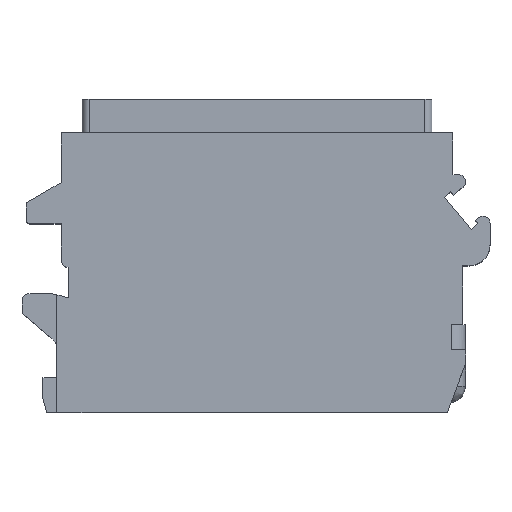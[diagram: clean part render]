
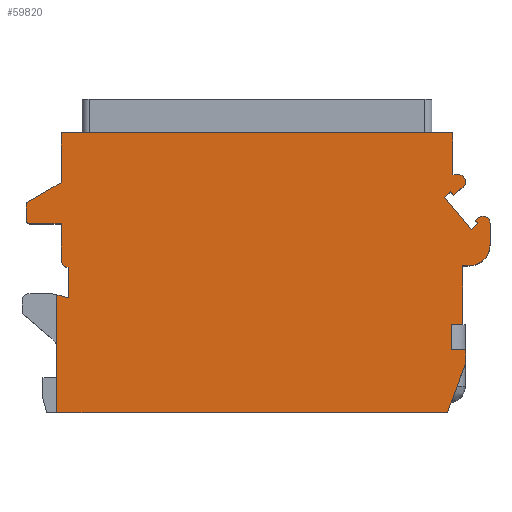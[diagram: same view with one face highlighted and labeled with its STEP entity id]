
A CAD part, top view. The second image highlights one B-rep face of the part: STEP entity #59820.
In plain terms, the highlighted planar face has unit normal (0, 0, 1).
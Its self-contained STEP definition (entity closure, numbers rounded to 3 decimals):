
#3875=CARTESIAN_POINT('',(15.15,12.,14.));
#3876=DIRECTION('',(0.,0.,1.));
#3877=DIRECTION('',(0.,-1.,0.));
#3878=AXIS2_PLACEMENT_3D('',#3875,#3876,#3877);
#3880=DIRECTION('',(-1.,0.,0.));
#3881=VECTOR('',#3880,0.45);
#3882=CARTESIAN_POINT('',(15.15,10.5,14.));
#3883=LINE('',#3882,#3881);
#3884=DIRECTION('',(0.,-1.,0.));
#3885=VECTOR('',#3884,4.2);
#3886=CARTESIAN_POINT('',(14.7,10.5,14.));
#3887=LINE('',#3886,#3885);
#3888=DIRECTION('',(-1.,0.,0.));
#3889=VECTOR('',#3888,0.8);
#3890=CARTESIAN_POINT('',(14.7,6.3,14.));
#3891=LINE('',#3890,#3889);
#3892=DIRECTION('',(0.,-1.,0.));
#3893=VECTOR('',#3892,1.8);
#3894=CARTESIAN_POINT('',(13.9,6.3,14.));
#3895=LINE('',#3894,#3893);
#3896=DIRECTION('',(1.,0.,0.));
#3897=VECTOR('',#3896,1.);
#3898=CARTESIAN_POINT('',(13.9,4.5,14.));
#3899=LINE('',#3898,#3897);
#3900=DIRECTION('',(0.,-1.,0.));
#3901=VECTOR('',#3900,1.);
#3902=CARTESIAN_POINT('',(14.9,4.5,14.));
#3903=LINE('',#3902,#3901);
#3904=DIRECTION('',(-0.348,-0.937,0.));
#3905=VECTOR('',#3904,3.734);
#3906=CARTESIAN_POINT('',(14.9,3.5,14.));
#3907=LINE('',#3906,#3905);
#3908=DIRECTION('',(1.,0.,0.));
#3909=VECTOR('',#3908,27.9);
#3910=CARTESIAN_POINT('',(-14.3,0.,14.));
#3911=LINE('',#3910,#3909);
#3912=DIRECTION('',(0.966,-0.259,0.));
#3913=VECTOR('',#3912,0.828);
#3914=CARTESIAN_POINT('',(-14.3,8.419,14.));
#3915=LINE('',#3914,#3913);
#3916=DIRECTION('',(0.,1.,0.));
#3917=VECTOR('',#3916,2.196);
#3918=CARTESIAN_POINT('',(-13.5,8.204,14.));
#3919=LINE('',#3918,#3917);
#3920=DIRECTION('',(0.,1.,0.));
#3921=VECTOR('',#3920,2.6);
#3922=CARTESIAN_POINT('',(-14.,10.9,14.));
#3923=LINE('',#3922,#3921);
#3924=DIRECTION('',(-1.,0.,0.));
#3925=VECTOR('',#3924,2.2);
#3926=CARTESIAN_POINT('',(-14.,13.5,14.));
#3927=LINE('',#3926,#3925);
#3928=DIRECTION('',(0.,1.,0.));
#3929=VECTOR('',#3928,1.2);
#3930=CARTESIAN_POINT('',(-16.5,13.8,14.));
#3931=LINE('',#3930,#3929);
#3932=DIRECTION('',(0.866,0.5,0.));
#3933=VECTOR('',#3932,2.887);
#3934=CARTESIAN_POINT('',(-16.5,15.,14.));
#3935=LINE('',#3934,#3933);
#3936=DIRECTION('',(0.,-1.,0.));
#3937=VECTOR('',#3936,3.557);
#3938=CARTESIAN_POINT('',(-14.,20.,14.));
#3939=LINE('',#3938,#3937);
#3940=DIRECTION('',(-1.,0.,0.));
#3941=VECTOR('',#3940,28.);
#3942=CARTESIAN_POINT('',(14.,20.,14.));
#3943=LINE('',#3942,#3941);
#3944=DIRECTION('',(0.,-1.,0.));
#3945=VECTOR('',#3944,3.);
#3946=CARTESIAN_POINT('',(14.,20.,14.));
#3947=LINE('',#3946,#3945);
#3948=DIRECTION('',(1.,0.,0.));
#3949=VECTOR('',#3948,0.4);
#3950=CARTESIAN_POINT('',(14.,17.,14.));
#3951=LINE('',#3950,#3949);
#3952=CARTESIAN_POINT('',(14.4,16.5,14.));
#3953=DIRECTION('',(0.,0.,1.));
#3954=DIRECTION('',(0.643,-0.766,0.));
#3955=AXIS2_PLACEMENT_3D('',#3952,#3953,#3954);
#3957=DIRECTION('',(-0.766,-0.643,0.));
#3958=VECTOR('',#3957,0.873);
#3959=CARTESIAN_POINT('',(14.721,16.117,14.));
#3960=LINE('',#3959,#3958);
#3961=DIRECTION('',(-0.643,0.766,0.));
#3962=VECTOR('',#3961,0.3);
#3963=CARTESIAN_POINT('',(14.052,15.556,14.));
#3964=LINE('',#3963,#3962);
#3965=DIRECTION('',(-0.766,-0.643,0.));
#3966=VECTOR('',#3965,0.6);
#3967=CARTESIAN_POINT('',(13.86,15.786,14.));
#3968=LINE('',#3967,#3966);
#3969=DIRECTION('',(0.643,-0.766,0.));
#3970=VECTOR('',#3969,3.);
#3971=CARTESIAN_POINT('',(13.4,15.4,14.));
#3972=LINE('',#3971,#3970);
#3973=DIRECTION('',(0.766,0.643,0.));
#3974=VECTOR('',#3973,0.6);
#3975=CARTESIAN_POINT('',(15.328,13.102,14.));
#3976=LINE('',#3975,#3974);
#3977=DIRECTION('',(-0.643,0.766,0.));
#3978=VECTOR('',#3977,0.3);
#3979=CARTESIAN_POINT('',(15.788,13.488,14.));
#3980=LINE('',#3979,#3978);
#3981=DIRECTION('',(0.766,0.643,0.));
#3982=VECTOR('',#3981,0.305);
#3983=CARTESIAN_POINT('',(15.595,13.717,14.));
#3984=LINE('',#3983,#3982);
#3985=DIRECTION('',(0.,1.,0.));
#3986=VECTOR('',#3985,1.53);
#3987=CARTESIAN_POINT('',(16.65,12.,14.));
#3988=LINE('',#3987,#3986);
#4260=DIRECTION('',(0.,-1.,0.));
#4261=VECTOR('',#4260,8.419);
#4262=CARTESIAN_POINT('',(-14.3,8.419,14.));
#4263=LINE('',#4262,#4261);
#4358=CARTESIAN_POINT('',(-13.5,10.9,14.));
#4359=DIRECTION('',(0.,0.,1.));
#4360=DIRECTION('',(-1.,0.,0.));
#4361=AXIS2_PLACEMENT_3D('',#4358,#4359,#4360);
#4380=CARTESIAN_POINT('',(-16.2,13.8,14.));
#4381=DIRECTION('',(0.,0.,1.));
#4382=DIRECTION('',(-1.,0.,0.));
#4383=AXIS2_PLACEMENT_3D('',#4380,#4381,#4382);
#4514=CARTESIAN_POINT('',(16.15,13.53,14.));
#4515=DIRECTION('',(0.,0.,1.));
#4516=DIRECTION('',(1.,0.,0.));
#4517=AXIS2_PLACEMENT_3D('',#4514,#4515,#4516);
#46956=CARTESIAN_POINT('',(-16.5,15.,14.));
#46957=CARTESIAN_POINT('',(-14.,16.443,14.));
#46958=VERTEX_POINT('',#46956);
#46959=VERTEX_POINT('',#46957);
#46960=CARTESIAN_POINT('',(-14.,20.,14.));
#46961=VERTEX_POINT('',#46960);
#46962=CARTESIAN_POINT('',(-13.5,8.204,14.));
#46964=VERTEX_POINT('',#46962);
#46966=CARTESIAN_POINT('',(-14.,13.5,14.));
#46968=VERTEX_POINT('',#46966);
#46971=CARTESIAN_POINT('',(-16.5,13.8,14.));
#46973=VERTEX_POINT('',#46971);
#46974=CARTESIAN_POINT('',(-16.2,13.5,14.));
#46975=VERTEX_POINT('',#46974);
#46979=CARTESIAN_POINT('',(-14.,10.9,14.));
#46981=VERTEX_POINT('',#46979);
#46982=CARTESIAN_POINT('',(-13.5,10.4,14.));
#46983=VERTEX_POINT('',#46982);
#46991=CARTESIAN_POINT('',(-14.3,0.,14.));
#46993=VERTEX_POINT('',#46991);
#47019=CARTESIAN_POINT('',(-14.3,8.419,14.));
#47021=VERTEX_POINT('',#47019);
#47066=CARTESIAN_POINT('',(14.,17.,14.));
#47067=CARTESIAN_POINT('',(14.4,17.,14.));
#47068=VERTEX_POINT('',#47066);
#47069=VERTEX_POINT('',#47067);
#47070=CARTESIAN_POINT('',(14.721,16.117,14.));
#47071=VERTEX_POINT('',#47070);
#47072=CARTESIAN_POINT('',(14.052,15.556,14.));
#47073=VERTEX_POINT('',#47072);
#47074=CARTESIAN_POINT('',(13.86,15.786,14.));
#47075=VERTEX_POINT('',#47074);
#47076=CARTESIAN_POINT('',(13.4,15.4,14.));
#47077=VERTEX_POINT('',#47076);
#47078=CARTESIAN_POINT('',(15.328,13.102,14.));
#47079=VERTEX_POINT('',#47078);
#47080=CARTESIAN_POINT('',(15.788,13.488,14.));
#47081=VERTEX_POINT('',#47080);
#47082=CARTESIAN_POINT('',(15.595,13.717,14.));
#47083=VERTEX_POINT('',#47082);
#47084=CARTESIAN_POINT('',(14.,20.,14.));
#47085=VERTEX_POINT('',#47084);
#47086=CARTESIAN_POINT('',(14.9,3.5,14.));
#47087=CARTESIAN_POINT('',(13.6,0.,14.));
#47088=VERTEX_POINT('',#47086);
#47089=VERTEX_POINT('',#47087);
#47090=CARTESIAN_POINT('',(14.7,10.5,14.));
#47092=VERTEX_POINT('',#47090);
#47095=CARTESIAN_POINT('',(16.65,13.53,14.));
#47097=VERTEX_POINT('',#47095);
#47098=CARTESIAN_POINT('',(15.829,13.913,14.));
#47099=VERTEX_POINT('',#47098);
#47113=CARTESIAN_POINT('',(14.7,6.3,14.));
#47114=CARTESIAN_POINT('',(13.9,6.3,14.));
#47115=VERTEX_POINT('',#47113);
#47116=VERTEX_POINT('',#47114);
#47117=CARTESIAN_POINT('',(13.9,4.5,14.));
#47118=VERTEX_POINT('',#47117);
#47119=CARTESIAN_POINT('',(14.9,4.5,14.));
#47120=VERTEX_POINT('',#47119);
#47135=CARTESIAN_POINT('',(16.65,12.,14.));
#47137=VERTEX_POINT('',#47135);
#47141=CARTESIAN_POINT('',(15.15,10.5,14.));
#47142=VERTEX_POINT('',#47141);
#59753=CARTESIAN_POINT('',(0.,0.,14.));
#59754=DIRECTION('',(0.,0.,1.));
#59755=DIRECTION('',(1.,0.,0.));
#59756=AXIS2_PLACEMENT_3D('',#59753,#59754,#59755);
#59757=PLANE('',#59756);
#59758=ORIENTED_EDGE('',*,*,#59734,.F.);
#59760=ORIENTED_EDGE('',*,*,#59759,.T.);
#59762=ORIENTED_EDGE('',*,*,#59761,.T.);
#59764=ORIENTED_EDGE('',*,*,#59763,.T.);
#59766=ORIENTED_EDGE('',*,*,#59765,.T.);
#59768=ORIENTED_EDGE('',*,*,#59767,.T.);
#59770=ORIENTED_EDGE('',*,*,#59769,.T.);
#59772=ORIENTED_EDGE('',*,*,#59771,.T.);
#59774=ORIENTED_EDGE('',*,*,#59773,.F.);
#59776=ORIENTED_EDGE('',*,*,#59775,.F.);
#59778=ORIENTED_EDGE('',*,*,#59777,.T.);
#59780=ORIENTED_EDGE('',*,*,#59779,.T.);
#59782=ORIENTED_EDGE('',*,*,#59781,.F.);
#59784=ORIENTED_EDGE('',*,*,#59783,.T.);
#59786=ORIENTED_EDGE('',*,*,#59785,.T.);
#59788=ORIENTED_EDGE('',*,*,#59787,.F.);
#59790=ORIENTED_EDGE('',*,*,#59789,.T.);
#59792=ORIENTED_EDGE('',*,*,#59791,.T.);
#59794=ORIENTED_EDGE('',*,*,#59793,.F.);
#59795=ORIENTED_EDGE('',*,*,#59613,.F.);
#59796=ORIENTED_EDGE('',*,*,#59648,.T.);
#59798=ORIENTED_EDGE('',*,*,#59797,.T.);
#59800=ORIENTED_EDGE('',*,*,#59799,.F.);
#59802=ORIENTED_EDGE('',*,*,#59801,.T.);
#59804=ORIENTED_EDGE('',*,*,#59803,.T.);
#59806=ORIENTED_EDGE('',*,*,#59805,.T.);
#59808=ORIENTED_EDGE('',*,*,#59807,.T.);
#59810=ORIENTED_EDGE('',*,*,#59809,.T.);
#59812=ORIENTED_EDGE('',*,*,#59811,.T.);
#59814=ORIENTED_EDGE('',*,*,#59813,.T.);
#59816=ORIENTED_EDGE('',*,*,#59815,.F.);
#59817=ORIENTED_EDGE('',*,*,#59745,.F.);
#59818=EDGE_LOOP('',(#59758,#59760,#59762,#59764,#59766,#59768,#59770,#59772,
#59774,#59776,#59778,#59780,#59782,#59784,#59786,#59788,#59790,#59792,#59794,
#59795,#59796,#59798,#59800,#59802,#59804,#59806,#59808,#59810,#59812,#59814,
#59816,#59817));
#59819=FACE_OUTER_BOUND('',#59818,.F.);
#59820=ADVANCED_FACE('',(#59819),#59757,.T.);
#3879=CIRCLE('',#3878,1.5);
#3956=CIRCLE('',#3955,0.5);
#4362=CIRCLE('',#4361,0.5);
#4384=CIRCLE('',#4383,0.3);
#4518=CIRCLE('',#4517,0.5);
#59613=EDGE_CURVE('',#47085,#46961,#3943,.T.);
#59648=EDGE_CURVE('',#47085,#47068,#3947,.T.);
#59734=EDGE_CURVE('',#47142,#47137,#3879,.T.);
#59745=EDGE_CURVE('',#47137,#47097,#3988,.T.);
#59759=EDGE_CURVE('',#47142,#47092,#3883,.T.);
#59761=EDGE_CURVE('',#47092,#47115,#3887,.T.);
#59763=EDGE_CURVE('',#47115,#47116,#3891,.T.);
#59765=EDGE_CURVE('',#47116,#47118,#3895,.T.);
#59767=EDGE_CURVE('',#47118,#47120,#3899,.T.);
#59769=EDGE_CURVE('',#47120,#47088,#3903,.T.);
#59771=EDGE_CURVE('',#47088,#47089,#3907,.T.);
#59773=EDGE_CURVE('',#46993,#47089,#3911,.T.);
#59775=EDGE_CURVE('',#47021,#46993,#4263,.T.);
#59777=EDGE_CURVE('',#47021,#46964,#3915,.T.);
#59779=EDGE_CURVE('',#46964,#46983,#3919,.T.);
#59781=EDGE_CURVE('',#46981,#46983,#4362,.T.);
#59783=EDGE_CURVE('',#46981,#46968,#3923,.T.);
#59785=EDGE_CURVE('',#46968,#46975,#3927,.T.);
#59787=EDGE_CURVE('',#46973,#46975,#4384,.T.);
#59789=EDGE_CURVE('',#46973,#46958,#3931,.T.);
#59791=EDGE_CURVE('',#46958,#46959,#3935,.T.);
#59793=EDGE_CURVE('',#46961,#46959,#3939,.T.);
#59797=EDGE_CURVE('',#47068,#47069,#3951,.T.);
#59799=EDGE_CURVE('',#47071,#47069,#3956,.T.);
#59801=EDGE_CURVE('',#47071,#47073,#3960,.T.);
#59803=EDGE_CURVE('',#47073,#47075,#3964,.T.);
#59805=EDGE_CURVE('',#47075,#47077,#3968,.T.);
#59807=EDGE_CURVE('',#47077,#47079,#3972,.T.);
#59809=EDGE_CURVE('',#47079,#47081,#3976,.T.);
#59811=EDGE_CURVE('',#47081,#47083,#3980,.T.);
#59813=EDGE_CURVE('',#47083,#47099,#3984,.T.);
#59815=EDGE_CURVE('',#47097,#47099,#4518,.T.);
